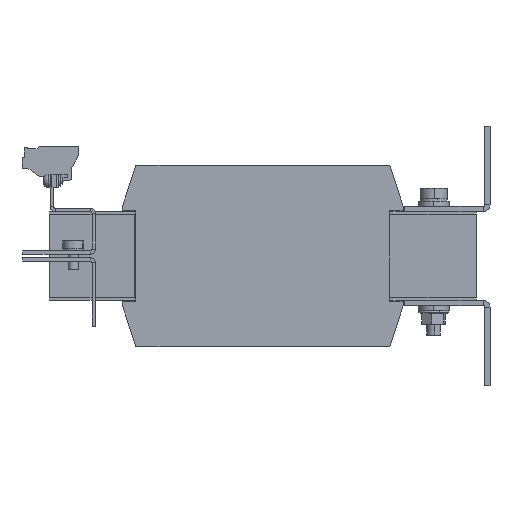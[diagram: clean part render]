
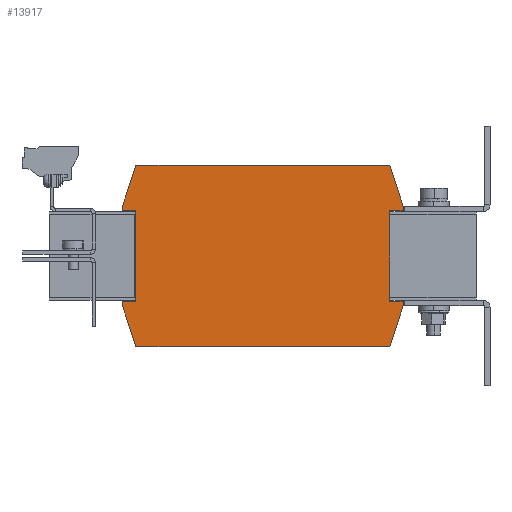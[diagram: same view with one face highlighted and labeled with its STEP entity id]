
A CAD part, left-side view. The second image highlights one B-rep face of the part: STEP entity #13917.
In plain terms, the highlighted planar face has unit normal (-1, 0, 0).
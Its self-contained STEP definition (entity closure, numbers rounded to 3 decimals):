
#27 = ORIENTED_EDGE ( 'NONE', *, *, #5201, .F. ) ;
#70 = DIRECTION ( 'NONE',  ( -1., 0., 0. ) ) ;
#168 = CARTESIAN_POINT ( 'NONE',  ( -98.15, -82.1, 26.4 ) ) ;
#813 = EDGE_CURVE ( 'NONE', #12873, #1717, #8320, .T. ) ;
#876 = CARTESIAN_POINT ( 'NONE',  ( -98.15, -82.1, -29.2 ) ) ;
#910 = EDGE_LOOP ( 'NONE', ( #2258, #8981, #15540, #14616, #4592, #9591, #10766, #14268, #27, #9326, #2353, #4836, #16517, #9899, #12249, #2826 ) ) ;
#1161 = VERTEX_POINT ( 'NONE', #12918 ) ;
#1473 = EDGE_CURVE ( 'NONE', #5106, #11558, #14982, .T. ) ;
#1675 = CARTESIAN_POINT ( 'NONE',  ( -98.15, 74.3, -53. ) ) ;
#1690 = EDGE_CURVE ( 'NONE', #3635, #16386, #7244, .T. ) ;
#1717 = VERTEX_POINT ( 'NONE', #10448 ) ;
#1750 = CARTESIAN_POINT ( 'NONE',  ( -98.15, -74.3, 26.4 ) ) ;
#2258 = ORIENTED_EDGE ( 'NONE', *, *, #6128, .F. ) ;
#2353 = ORIENTED_EDGE ( 'NONE', *, *, #16438, .F. ) ;
#2650 = VERTEX_POINT ( 'NONE', #8604 ) ;
#2726 = LINE ( 'NONE', #3039, #7861 ) ;
#2826 = ORIENTED_EDGE ( 'NONE', *, *, #813, .F. ) ;
#2867 = CARTESIAN_POINT ( 'NONE',  ( -98.15, 82.1, 26.4 ) ) ;
#2890 = DIRECTION ( 'NONE',  ( 0., -1., 0. ) ) ;
#3010 = LINE ( 'NONE', #14948, #12810 ) ;
#3039 = CARTESIAN_POINT ( 'NONE',  ( -98.15, -82.1, -26.4 ) ) ;
#3235 = DIRECTION ( 'NONE',  ( 0., 0., -1. ) ) ;
#3304 = DIRECTION ( 'NONE',  ( 0., -1., 0. ) ) ;
#3635 = VERTEX_POINT ( 'NONE', #7585 ) ;
#3868 = VERTEX_POINT ( 'NONE', #15726 ) ;
#3883 = EDGE_CURVE ( 'NONE', #10413, #12847, #6939, .T. ) ;
#3895 = CARTESIAN_POINT ( 'NONE',  ( -98.15, 82.1, 29.2 ) ) ;
#4062 = CARTESIAN_POINT ( 'NONE',  ( -98.15, -82.1, 26.4 ) ) ;
#4530 = CARTESIAN_POINT ( 'NONE',  ( -98.15, 82.1, 26.4 ) ) ;
#4592 = ORIENTED_EDGE ( 'NONE', *, *, #1690, .F. ) ;
#4784 = CARTESIAN_POINT ( 'NONE',  ( -98.15, -74.3, -26.4 ) ) ;
#4823 = CARTESIAN_POINT ( 'NONE',  ( -98.15, 74.3, 26.4 ) ) ;
#4833 = VECTOR ( 'NONE', #3235, 1000. ) ;
#4836 = ORIENTED_EDGE ( 'NONE', *, *, #3883, .F. ) ;
#5100 = VECTOR ( 'NONE', #5255, 1000. ) ;
#5106 = VERTEX_POINT ( 'NONE', #8315 ) ;
#5107 = EDGE_CURVE ( 'NONE', #3868, #13014, #3010, .T. ) ;
#5201 = EDGE_CURVE ( 'NONE', #13014, #5819, #8546, .T. ) ;
#5253 = VECTOR ( 'NONE', #13982, 1000. ) ;
#5255 = DIRECTION ( 'NONE',  ( 0., 0., 1. ) ) ;
#5490 = DIRECTION ( 'NONE',  ( 0., 0., 1. ) ) ;
#5807 = VECTOR ( 'NONE', #2890, 1000. ) ;
#5819 = VERTEX_POINT ( 'NONE', #13793 ) ;
#5880 = DIRECTION ( 'NONE',  ( 0., 0., -1. ) ) ;
#5995 = DIRECTION ( 'NONE',  ( 0., -0.311, -0.95 ) ) ;
#6128 = EDGE_CURVE ( 'NONE', #10052, #12873, #15999, .T. ) ;
#6313 = CARTESIAN_POINT ( 'NONE',  ( -98.15, -74.3, -53. ) ) ;
#6590 = CARTESIAN_POINT ( 'NONE',  ( -98.15, 74.3, 53. ) ) ;
#6629 = CARTESIAN_POINT ( 'NONE',  ( -98.15, -82.1, 29.2 ) ) ;
#6687 = DIRECTION ( 'NONE',  ( 0., 1., 0. ) ) ;
#6733 = DIRECTION ( 'NONE',  ( 0., 0., 1. ) ) ;
#6809 = DIRECTION ( 'NONE',  ( 0., 0.311, 0.95 ) ) ;
#6817 = CARTESIAN_POINT ( 'NONE',  ( -98.15, 82.1, -26.4 ) ) ;
#6939 = LINE ( 'NONE', #11913, #13463 ) ;
#7244 = LINE ( 'NONE', #3895, #16181 ) ;
#7427 = DIRECTION ( 'NONE',  ( 0., 1., 0. ) ) ;
#7585 = CARTESIAN_POINT ( 'NONE',  ( -98.15, 82.1, 29.2 ) ) ;
#7656 = CARTESIAN_POINT ( 'NONE',  ( -98.15, 74.3, 26.4 ) ) ;
#7861 = VECTOR ( 'NONE', #5880, 1000. ) ;
#7965 = CARTESIAN_POINT ( 'NONE',  ( -98.15, 74.3, -26.4 ) ) ;
#8056 = VECTOR ( 'NONE', #6809, 1000. ) ;
#8217 = LINE ( 'NONE', #876, #9624 ) ;
#8315 = CARTESIAN_POINT ( 'NONE',  ( -98.15, -74.3, 53. ) ) ;
#8320 = LINE ( 'NONE', #1750, #4833 ) ;
#8546 = LINE ( 'NONE', #9947, #5253 ) ;
#8593 = CARTESIAN_POINT ( 'NONE',  ( -98.15, -74.3, 53. ) ) ;
#8604 = CARTESIAN_POINT ( 'NONE',  ( -98.15, -82.1, -26.4 ) ) ;
#8719 = VECTOR ( 'NONE', #9321, 1000. ) ;
#8981 = ORIENTED_EDGE ( 'NONE', *, *, #15243, .F. ) ;
#9153 = DIRECTION ( 'NONE',  ( 0., -0.311, 0.95 ) ) ;
#9207 = LINE ( 'NONE', #7965, #5100 ) ;
#9321 = DIRECTION ( 'NONE',  ( 0., 0., -1. ) ) ;
#9324 = LINE ( 'NONE', #6629, #8719 ) ;
#9326 = ORIENTED_EDGE ( 'NONE', *, *, #5107, .F. ) ;
#9379 = VERTEX_POINT ( 'NONE', #4823 ) ;
#9591 = ORIENTED_EDGE ( 'NONE', *, *, #11270, .F. ) ;
#9612 = DIRECTION ( 'NONE',  ( 0., 0., 1. ) ) ;
#9624 = VECTOR ( 'NONE', #16232, 1000. ) ;
#9757 = FACE_OUTER_BOUND ( 'NONE', #910, .T. ) ;
#9899 = ORIENTED_EDGE ( 'NONE', *, *, #16559, .F. ) ;
#9947 = CARTESIAN_POINT ( 'NONE',  ( -98.15, 82.1, -26.4 ) ) ;
#10052 = VERTEX_POINT ( 'NONE', #4062 ) ;
#10059 = EDGE_CURVE ( 'NONE', #5819, #9379, #9207, .T. ) ;
#10413 = VERTEX_POINT ( 'NONE', #6313 ) ;
#10448 = CARTESIAN_POINT ( 'NONE',  ( -98.15, -74.3, -26.4 ) ) ;
#10518 = LINE ( 'NONE', #11950, #5807 ) ;
#10549 = AXIS2_PLACEMENT_3D ( 'NONE', #13284, #70, #6733 ) ;
#10550 = VECTOR ( 'NONE', #3304, 1000. ) ;
#10766 = ORIENTED_EDGE ( 'NONE', *, *, #14337, .F. ) ;
#11270 = EDGE_CURVE ( 'NONE', #14791, #3635, #14320, .T. ) ;
#11329 = VECTOR ( 'NONE', #11781, 1000. ) ;
#11488 = LINE ( 'NONE', #1675, #8056 ) ;
#11558 = VERTEX_POINT ( 'NONE', #12661 ) ;
#11781 = DIRECTION ( 'NONE',  ( 0., 1., 0. ) ) ;
#11913 = CARTESIAN_POINT ( 'NONE',  ( -98.15, -74.3, -53. ) ) ;
#11932 = EDGE_CURVE ( 'NONE', #1161, #10413, #8217, .T. ) ;
#11950 = CARTESIAN_POINT ( 'NONE',  ( -98.15, 74.3, 53. ) ) ;
#12121 = VECTOR ( 'NONE', #5995, 1000. ) ;
#12169 = LINE ( 'NONE', #7656, #15239 ) ;
#12249 = ORIENTED_EDGE ( 'NONE', *, *, #14267, .F. ) ;
#12661 = CARTESIAN_POINT ( 'NONE',  ( -98.15, -82.1, 29.2 ) ) ;
#12810 = VECTOR ( 'NONE', #9612, 1000. ) ;
#12847 = VERTEX_POINT ( 'NONE', #14455 ) ;
#12873 = VERTEX_POINT ( 'NONE', #13212 ) ;
#12918 = CARTESIAN_POINT ( 'NONE',  ( -98.15, -82.1, -29.2 ) ) ;
#13014 = VERTEX_POINT ( 'NONE', #6817 ) ;
#13212 = CARTESIAN_POINT ( 'NONE',  ( -98.15, -74.3, 26.4 ) ) ;
#13284 = CARTESIAN_POINT ( 'NONE',  ( -98.15, 0., 0. ) ) ;
#13463 = VECTOR ( 'NONE', #6687, 1000. ) ;
#13793 = CARTESIAN_POINT ( 'NONE',  ( -98.15, 74.3, -26.4 ) ) ;
#13917 = ADVANCED_FACE ( 'NONE', ( #9757 ), #15547, .T. ) ;
#13982 = DIRECTION ( 'NONE',  ( 0., -1., 0. ) ) ;
#14267 = EDGE_CURVE ( 'NONE', #1717, #2650, #14417, .T. ) ;
#14268 = ORIENTED_EDGE ( 'NONE', *, *, #10059, .F. ) ;
#14320 = LINE ( 'NONE', #2867, #14525 ) ;
#14337 = EDGE_CURVE ( 'NONE', #9379, #14791, #12169, .T. ) ;
#14417 = LINE ( 'NONE', #4784, #10550 ) ;
#14455 = CARTESIAN_POINT ( 'NONE',  ( -98.15, 74.3, -53. ) ) ;
#14525 = VECTOR ( 'NONE', #5490, 1000. ) ;
#14616 = ORIENTED_EDGE ( 'NONE', *, *, #15817, .F. ) ;
#14791 = VERTEX_POINT ( 'NONE', #4530 ) ;
#14948 = CARTESIAN_POINT ( 'NONE',  ( -98.15, 82.1, -29.2 ) ) ;
#14982 = LINE ( 'NONE', #8593, #12121 ) ;
#15239 = VECTOR ( 'NONE', #7427, 1000. ) ;
#15243 = EDGE_CURVE ( 'NONE', #11558, #10052, #9324, .T. ) ;
#15540 = ORIENTED_EDGE ( 'NONE', *, *, #1473, .F. ) ;
#15547 = PLANE ( 'NONE',  #10549 ) ;
#15726 = CARTESIAN_POINT ( 'NONE',  ( -98.15, 82.1, -29.2 ) ) ;
#15817 = EDGE_CURVE ( 'NONE', #16386, #5106, #10518, .T. ) ;
#15999 = LINE ( 'NONE', #168, #11329 ) ;
#16181 = VECTOR ( 'NONE', #9153, 1000. ) ;
#16232 = DIRECTION ( 'NONE',  ( 0., 0.311, -0.95 ) ) ;
#16386 = VERTEX_POINT ( 'NONE', #6590 ) ;
#16438 = EDGE_CURVE ( 'NONE', #12847, #3868, #11488, .T. ) ;
#16517 = ORIENTED_EDGE ( 'NONE', *, *, #11932, .F. ) ;
#16559 = EDGE_CURVE ( 'NONE', #2650, #1161, #2726, .T. ) ;
